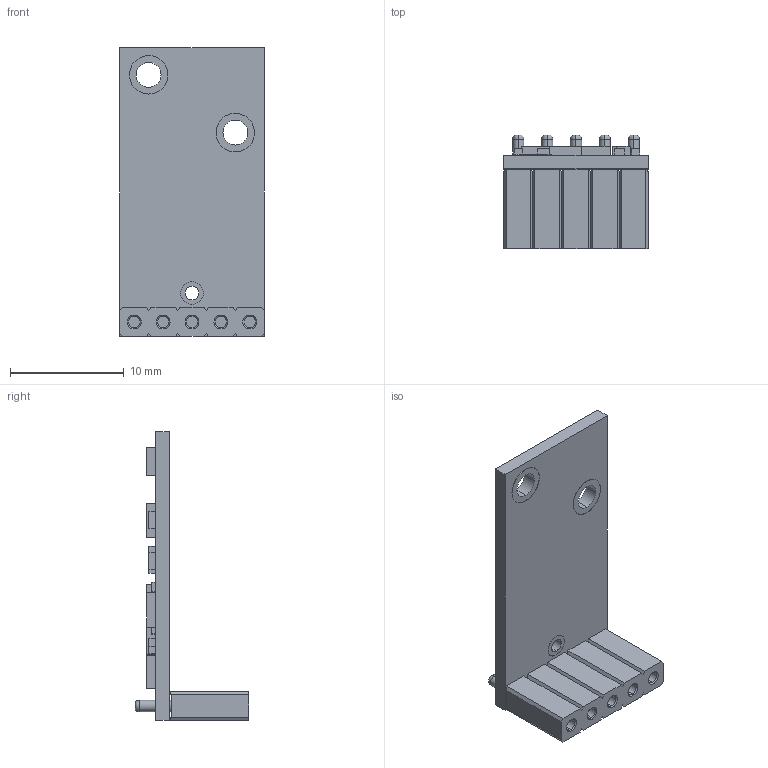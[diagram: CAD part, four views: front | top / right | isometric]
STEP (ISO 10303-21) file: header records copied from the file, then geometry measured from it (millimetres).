
FILE_DESCRIPTION (( 'STEP AP214' ), '1' );
FILE_NAME ('pololu.STEP', '2015-06-10T12:53:05', ( '' ), ( '' ), 'SwSTEP 2.0', 'SolidWorks 2014', '' );
FILE_SCHEMA (( 'AUTOMOTIVE_DESIGN' ));
Length unit declared in the file: millimetre
Products named in the file (3): Pol; Header5; pololu
Assembly tree (2 placements, depth 2):
  pololu
    Header5
    Pol
Bounding box: 12.7 x 10 x 25.4 mm (x, y, z)
Volume: 615.3 mm3; surface area: 1282.3 mm2
Topology: 2 solids, 2 shells, 313 faces, 700 edges, 440 vertices
Faces by surface type: plane 229, cylinder 64, bspline 10, cone 10
Entity records: 11839 total; most frequent: CARTESIAN_POINT 2158, DIRECTION 1414, ORIENTED_EDGE 1400, EDGE_CURVE 700, VECTOR 542, LINE 542, VERTEX_POINT 440, AXIS2_PLACEMENT_3D 436
